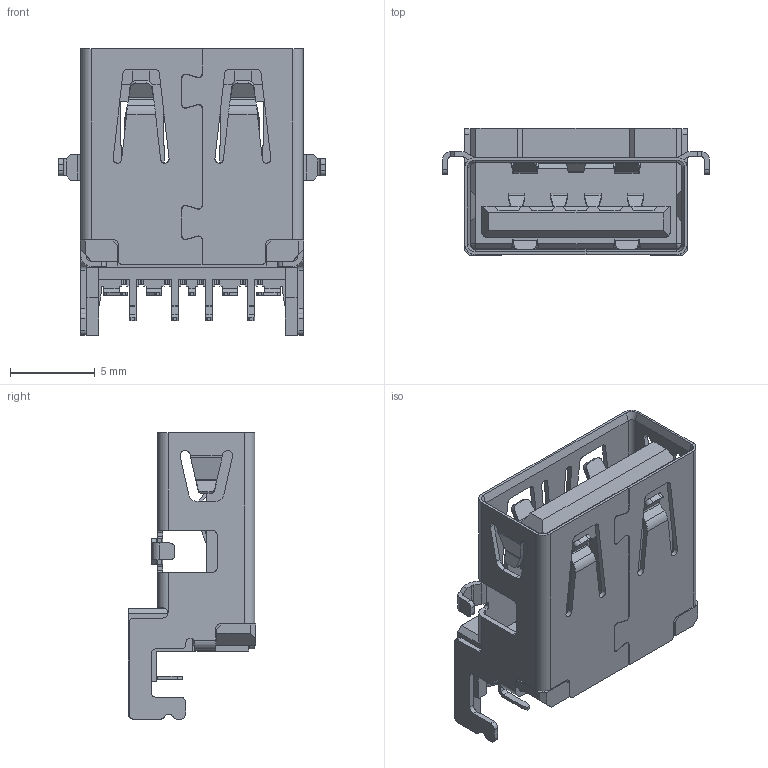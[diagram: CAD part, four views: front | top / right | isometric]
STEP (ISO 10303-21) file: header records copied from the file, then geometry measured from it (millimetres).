
FILE_DESCRIPTION(/* description */ ('STEP AP214'),/* implementation_level */ '2;1');
FILE_NAME(/* name */ 'USB1110-30-A',/* time_stamp */ '2022-12-13T16:19:22+01:00',/* author */ ('License CC BY-ND 4.0'),/* organization */ ('CADENAS'),/* preprocessor_version */ 'ST-DEVELOPER v18.102',/* originating_system */ 'PARTsolutions',/* authorisation */ ' ');
FILE_SCHEMA (('AUTOMOTIVE_DESIGN {1 0 10303 214 3 1 1}'));
Length unit declared in the file: millimetre
Products named in the file (1): USB1110-30-A
Bounding box: 15.7 x 7.51 x 16.9 mm (x, y, z)
Volume: 460 mm3; surface area: 1741.1 mm2
Topology: 1 solids, 1 shells, 1120 faces, 3085 edges, 1994 vertices
Faces by surface type: plane 826, cylinder 244, bspline 44, cone 6
Entity records: 43878 total; most frequent: CARTESIAN_POINT 7418, ORIENTED_EDGE 6166, DIRECTION 5585, EDGE_CURVE 3083, LINE 2551, VECTOR 2551, VERTEX_POINT 1994, AXIS2_PLACEMENT_3D 1517
